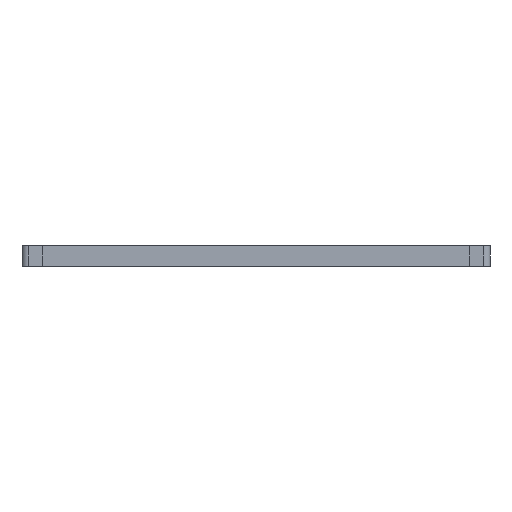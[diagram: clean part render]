
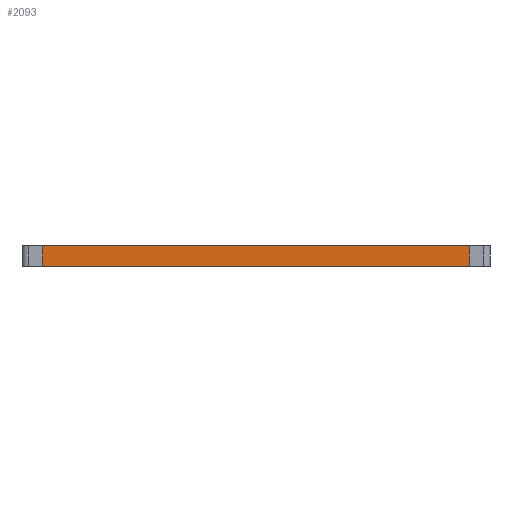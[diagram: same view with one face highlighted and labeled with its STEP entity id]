
A CAD part, front view. The second image highlights one B-rep face of the part: STEP entity #2093.
In plain terms, the highlighted planar face has unit normal (0, -1, 0).
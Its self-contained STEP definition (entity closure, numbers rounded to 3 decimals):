
#171 = CARTESIAN_POINT ( 'NONE',  ( -70., -126., 6.8 ) ) ;
#354 = VECTOR ( 'NONE', #2339, 1000. ) ;
#390 = ORIENTED_EDGE ( 'NONE', *, *, #737, .F. ) ;
#439 = LINE ( 'NONE', #4042, #5539 ) ;
#480 = CARTESIAN_POINT ( 'NONE',  ( 70., -126., 6.8 ) ) ;
#701 = VECTOR ( 'NONE', #3531, 1000. ) ;
#737 = EDGE_CURVE ( 'NONE', #772, #760, #1873, .T. ) ;
#760 = VERTEX_POINT ( 'NONE', #3088 ) ;
#772 = VERTEX_POINT ( 'NONE', #2213 ) ;
#1139 = EDGE_CURVE ( 'NONE', #5624, #772, #439, .T. ) ;
#1290 = ORIENTED_EDGE ( 'NONE', *, *, #2819, .T. ) ;
#1347 = AXIS2_PLACEMENT_3D ( 'NONE', #4750, #5638, #3035 ) ;
#1526 = LINE ( 'NONE', #171, #354 ) ;
#1873 = LINE ( 'NONE', #480, #701 ) ;
#1875 = FACE_OUTER_BOUND ( 'NONE', #2426, .T. ) ;
#2093 = ADVANCED_FACE ( 'NONE', ( #1875 ), #5208, .F. ) ;
#2213 = CARTESIAN_POINT ( 'NONE',  ( 70., -126., 6.8 ) ) ;
#2339 = DIRECTION ( 'NONE',  ( 0., 0., -1. ) ) ;
#2426 = EDGE_LOOP ( 'NONE', ( #5082, #390, #3559, #1290 ) ) ;
#2518 = CARTESIAN_POINT ( 'NONE',  ( -70., -126., 6.8 ) ) ;
#2604 = EDGE_CURVE ( 'NONE', #5323, #760, #4918, .T. ) ;
#2661 = DIRECTION ( 'NONE',  ( 1., 0., 0. ) ) ;
#2819 = EDGE_CURVE ( 'NONE', #5624, #5323, #1526, .T. ) ;
#3035 = DIRECTION ( 'NONE',  ( 0., 0., 1. ) ) ;
#3088 = CARTESIAN_POINT ( 'NONE',  ( 70., -126., 0. ) ) ;
#3531 = DIRECTION ( 'NONE',  ( 0., 0., -1. ) ) ;
#3559 = ORIENTED_EDGE ( 'NONE', *, *, #1139, .F. ) ;
#3628 = CARTESIAN_POINT ( 'NONE',  ( -70., -126., 0. ) ) ;
#3890 = CARTESIAN_POINT ( 'NONE',  ( -70., -126., 0. ) ) ;
#3910 = VECTOR ( 'NONE', #2661, 1000. ) ;
#4042 = CARTESIAN_POINT ( 'NONE',  ( -70., -126., 6.8 ) ) ;
#4750 = CARTESIAN_POINT ( 'NONE',  ( -70., -126., 6.8 ) ) ;
#4918 = LINE ( 'NONE', #3890, #3910 ) ;
#5082 = ORIENTED_EDGE ( 'NONE', *, *, #2604, .T. ) ;
#5208 = PLANE ( 'NONE',  #1347 ) ;
#5323 = VERTEX_POINT ( 'NONE', #3628 ) ;
#5333 = DIRECTION ( 'NONE',  ( 1., 0., 0. ) ) ;
#5539 = VECTOR ( 'NONE', #5333, 1000. ) ;
#5624 = VERTEX_POINT ( 'NONE', #2518 ) ;
#5638 = DIRECTION ( 'NONE',  ( 0., 1., 0. ) ) ;
